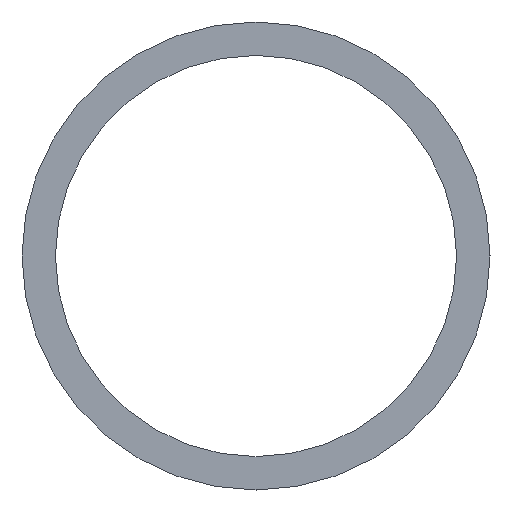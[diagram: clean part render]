
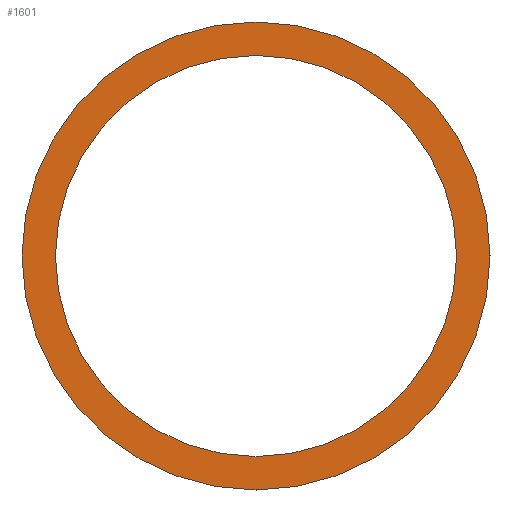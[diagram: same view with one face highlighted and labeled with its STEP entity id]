
A CAD part, front view. The second image highlights one B-rep face of the part: STEP entity #1601.
In plain terms, the highlighted planar face has unit normal (0, -1, 0).
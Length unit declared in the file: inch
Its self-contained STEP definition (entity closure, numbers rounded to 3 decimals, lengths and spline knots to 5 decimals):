
#25 = CARTESIAN_POINT ( 'NONE',  ( 2.55, 0.2375, 0. ) ) ;
#27 = AXIS2_PLACEMENT_3D ( 'NONE', #1412, #716, #1758 ) ;
#44 = FACE_OUTER_BOUND ( 'NONE', #424, .T. ) ;
#88 = VERTEX_POINT ( 'NONE', #1702 ) ;
#114 = EDGE_CURVE ( 'NONE', #152, #1275, #705, .T. ) ;
#152 = VERTEX_POINT ( 'NONE', #1368 ) ;
#168 = AXIS2_PLACEMENT_3D ( 'NONE', #1184, #2091, #451 ) ;
#265 = PLANE ( 'NONE',  #1901 ) ;
#382 = AXIS2_PLACEMENT_3D ( 'NONE', #1256, #1081, #550 ) ;
#409 = EDGE_CURVE ( 'NONE', #88, #1331, #956, .T. ) ;
#424 = EDGE_LOOP ( 'NONE', ( #656, #504 ) ) ;
#451 = DIRECTION ( 'NONE',  ( -1., 0., 0. ) ) ;
#457 = CARTESIAN_POINT ( 'NONE',  ( 2.975, 0.2375, 0. ) ) ;
#495 = DIRECTION ( 'NONE',  ( -1., 0., 0. ) ) ;
#504 = ORIENTED_EDGE ( 'NONE', *, *, #1258, .F. ) ;
#550 = DIRECTION ( 'NONE',  ( -1., 0., 0. ) ) ;
#563 = CARTESIAN_POINT ( 'NONE',  ( 2.975, 0.2375, 0. ) ) ;
#635 = FACE_BOUND ( 'NONE', #740, .T. ) ;
#637 = DIRECTION ( 'NONE',  ( 0., 1., 0. ) ) ;
#656 = ORIENTED_EDGE ( 'NONE', *, *, #409, .F. ) ;
#705 = CIRCLE ( 'NONE', #168, 2.55 ) ;
#716 = DIRECTION ( 'NONE',  ( 0., 1., 0. ) ) ;
#740 = EDGE_LOOP ( 'NONE', ( #2249, #1665 ) ) ;
#956 = CIRCLE ( 'NONE', #2312, 2.975 ) ;
#1037 = EDGE_CURVE ( 'NONE', #1275, #152, #2064, .T. ) ;
#1081 = DIRECTION ( 'NONE',  ( 0., 1., 0. ) ) ;
#1184 = CARTESIAN_POINT ( 'NONE',  ( 0., 0.2375, 0. ) ) ;
#1256 = CARTESIAN_POINT ( 'NONE',  ( 0., 0.2375, 0. ) ) ;
#1258 = EDGE_CURVE ( 'NONE', #1331, #88, #1513, .T. ) ;
#1275 = VERTEX_POINT ( 'NONE', #25 ) ;
#1331 = VERTEX_POINT ( 'NONE', #563 ) ;
#1368 = CARTESIAN_POINT ( 'NONE',  ( -2.55, 0.2375, 0. ) ) ;
#1412 = CARTESIAN_POINT ( 'NONE',  ( 0., 0.2375, 0. ) ) ;
#1513 = CIRCLE ( 'NONE', #382, 2.975 ) ;
#1601 = ADVANCED_FACE ( 'NONE', ( #44, #635 ), #265, .F. ) ;
#1665 = ORIENTED_EDGE ( 'NONE', *, *, #1037, .T. ) ;
#1702 = CARTESIAN_POINT ( 'NONE',  ( -2.975, 0.2375, 0. ) ) ;
#1718 = DIRECTION ( 'NONE',  ( -1., 0., 0. ) ) ;
#1756 = DIRECTION ( 'NONE',  ( 0., 1., 0. ) ) ;
#1758 = DIRECTION ( 'NONE',  ( -1., 0., 0. ) ) ;
#1901 = AXIS2_PLACEMENT_3D ( 'NONE', #457, #637, #1718 ) ;
#2064 = CIRCLE ( 'NONE', #27, 2.55 ) ;
#2091 = DIRECTION ( 'NONE',  ( 0., 1., 0. ) ) ;
#2249 = ORIENTED_EDGE ( 'NONE', *, *, #114, .T. ) ;
#2295 = CARTESIAN_POINT ( 'NONE',  ( 0., 0.2375, 0. ) ) ;
#2312 = AXIS2_PLACEMENT_3D ( 'NONE', #2295, #1756, #495 ) ;
